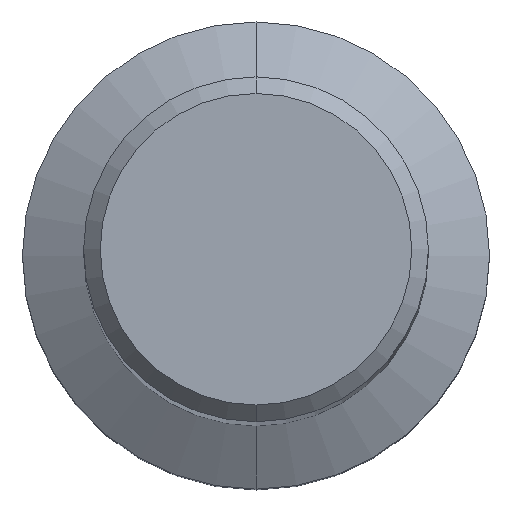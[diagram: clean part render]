
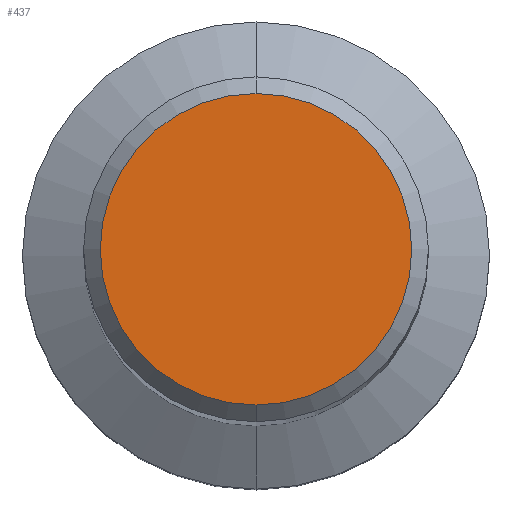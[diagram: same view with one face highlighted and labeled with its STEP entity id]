
A CAD part, top view. The second image highlights one B-rep face of the part: STEP entity #437.
In plain terms, the highlighted planar face has unit normal (0, 0, 1).
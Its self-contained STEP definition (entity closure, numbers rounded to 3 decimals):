
#271=VERTEX_POINT('',#661);
#437=ADVANCED_FACE('',(#845),#846,.T.);
#441=EDGE_CURVE('',#451,#271,#850,.T.);
#451=VERTEX_POINT('',#860);
#577=EDGE_CURVE('',#271,#451,#1004,.T.);
#661=CARTESIAN_POINT('',(0.0,3.705,0.0));
#845=FACE_OUTER_BOUND('',#1484,.T.);
#846=PLANE('',#1485);
#850=CIRCLE('',#1496,3.705);
#860=CARTESIAN_POINT('',(0.,-3.705,0.0));
#1004=CIRCLE('',#1777,3.705);
#1484=EDGE_LOOP('',(#2043,#2044));
#1485=AXIS2_PLACEMENT_3D('',#2045,#2046,#2047);
#1496=AXIS2_PLACEMENT_3D('',#2048,#2049,#2050);
#1777=AXIS2_PLACEMENT_3D('',#2253,#2254,#2255);
#2043=ORIENTED_EDGE('',*,*,#577,.F.);
#2044=ORIENTED_EDGE('',*,*,#441,.F.);
#2045=CARTESIAN_POINT('',(0.0,1.853,0.0));
#2046=DIRECTION('',(-0.0,0.0,1.0));
#2047=DIRECTION('',(0.0,-1.0,0.0));
#2048=CARTESIAN_POINT('',(0.0,0.0,0.0));
#2049=DIRECTION('',(0.0,0.0,-1.0));
#2050=DIRECTION('',(0.0,1.0,0.0));
#2253=CARTESIAN_POINT('',(0.0,0.0,0.0));
#2254=DIRECTION('',(0.0,0.0,-1.0));
#2255=DIRECTION('',(0.0,1.0,0.0));
